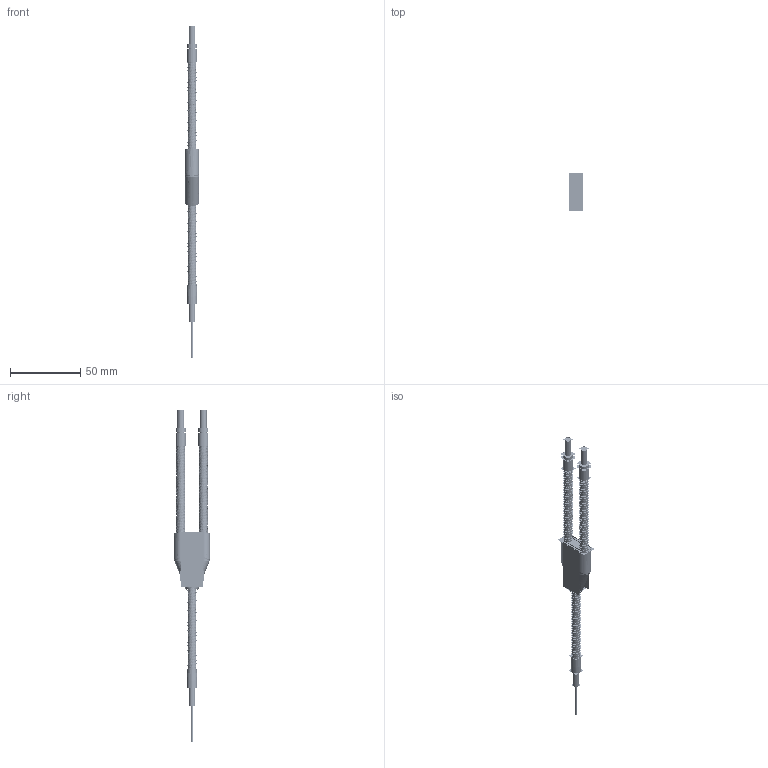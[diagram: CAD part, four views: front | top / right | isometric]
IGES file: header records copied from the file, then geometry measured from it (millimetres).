
Start section:  PTC IGES file: 161926.igs
Global section: file name: 161926.igs; native system: Creo Parametric by Parametric Technology Corporation; preprocessor: 2013230; author: pdmadmin; organization: Unknown; date: 20160209.160135; units: inch
Bounding box: 10.57 x 26.43 x 235.81 mm (x, y, z)
Volume: 7504.3 mm3; surface area: 93123.4 mm2
Topology: 9 solids, 9 shells, 836 faces, 3520 edges, 4108 vertices
Faces by surface type: bspline 720, revolution 116
